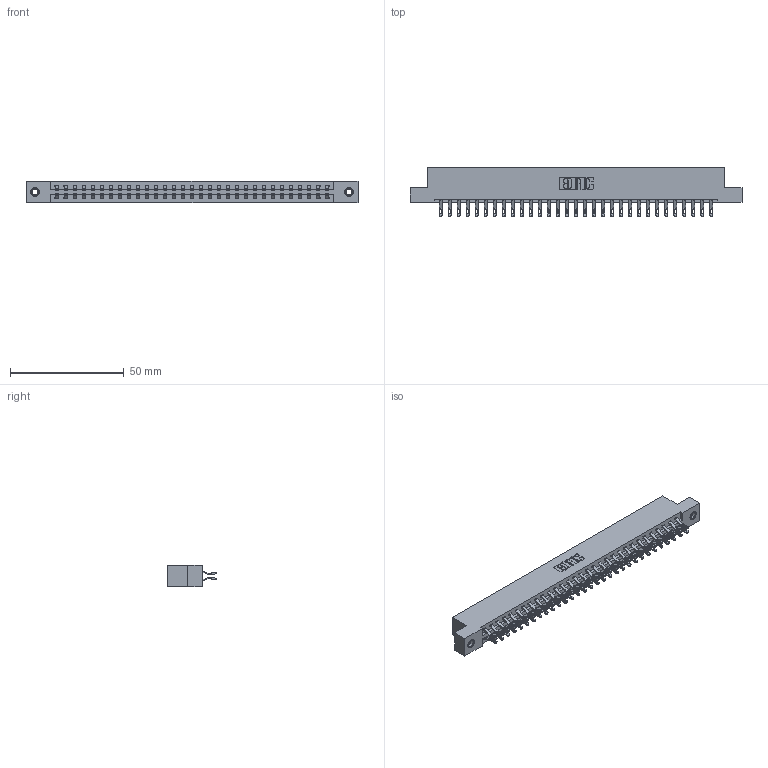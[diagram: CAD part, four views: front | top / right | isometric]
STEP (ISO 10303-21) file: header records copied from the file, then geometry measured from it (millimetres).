
FILE_DESCRIPTION (( 'STEP AP203' ), '1' );
FILE_NAME ('337-062-555-207.STEP', '2019-10-09T21:32:46', ( '' ), ( '' ), 'SwSTEP 2.0', 'SolidWorks 2016', '' );
FILE_SCHEMA (( 'CONFIG_CONTROL_DESIGN' ));
Length unit declared in the file: inch
Products named in the file (4): 337 Part_Flush Mounting Lugs - 0.156 Dia-TI; 345-250-001_345-250-005-103; 345-292-001_555 Tail; 337-062-555-207
Assembly tree (65 placements, depth 2):
  337-062-555-207
    337 Part_Flush Mounting Lugs - 0.156 Dia-TI
    345-292-001_555 Tail  x62
    345-250-001_345-250-005-103  x2
Bounding box: 145.85 x 21.47 x 9.4 mm (x, y, z)
Volume: 15390.4 mm3; surface area: 18005.7 mm2
Topology: 65 solids, 65 shells, 3894 faces, 12165 edges, 8102 vertices
Faces by surface type: plane 2334, cylinder 1544, cone 12, torus 4
Entity records: 26970 total; most frequent: CARTESIAN_POINT 4567, ORIENTED_EDGE 4466, DIRECTION 3907, EDGE_CURVE 2233, VECTOR 2065, LINE 2065, VERTEX_POINT 1484, AXIS2_PLACEMENT_3D 921
